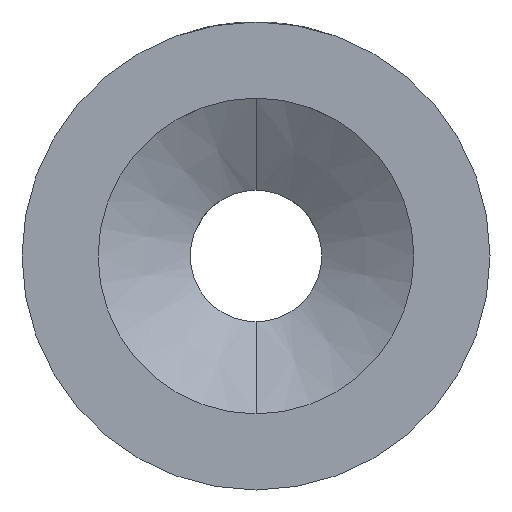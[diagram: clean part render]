
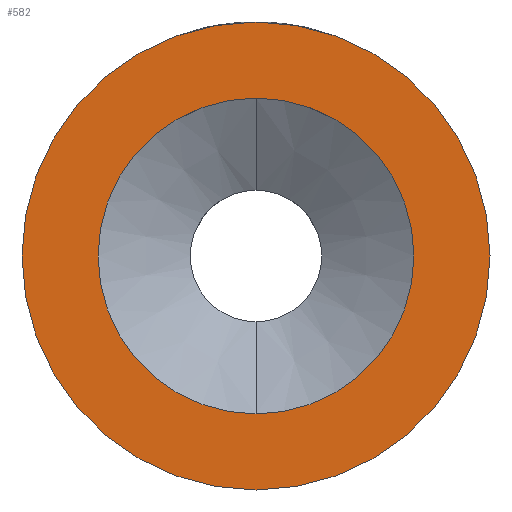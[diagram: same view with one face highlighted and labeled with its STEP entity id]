
A CAD part, front view. The second image highlights one B-rep face of the part: STEP entity #582.
In plain terms, the highlighted planar face has unit normal (0, -1, 0).
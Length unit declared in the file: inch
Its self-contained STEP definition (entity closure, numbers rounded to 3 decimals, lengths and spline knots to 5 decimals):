
#8 = EDGE_CURVE ( 'NONE', #692, #318, #544, .T. ) ;
#10 = DIRECTION ( 'NONE',  ( 0., 1., 0. ) ) ;
#12 = CARTESIAN_POINT ( 'NONE',  ( 0., 0., -0.35 ) ) ;
#33 = CIRCLE ( 'NONE', #137, 0.35 ) ;
#41 = DIRECTION ( 'NONE',  ( 0., 0., 1. ) ) ;
#44 = DIRECTION ( 'NONE',  ( 0., 0., 1. ) ) ;
#55 = EDGE_CURVE ( 'NONE', #318, #692, #353, .T. ) ;
#80 = CARTESIAN_POINT ( 'NONE',  ( 0., 0., 0.35 ) ) ;
#137 = AXIS2_PLACEMENT_3D ( 'NONE', #762, #408, #41 ) ;
#194 = EDGE_LOOP ( 'NONE', ( #450, #439 ) ) ;
#200 = CARTESIAN_POINT ( 'NONE',  ( 0., 0., 0.23622 ) ) ;
#202 = CARTESIAN_POINT ( 'NONE',  ( 0., 0., 0. ) ) ;
#257 = AXIS2_PLACEMENT_3D ( 'NONE', #766, #411, #44 ) ;
#258 = DIRECTION ( 'NONE',  ( 0., 0., -1. ) ) ;
#265 = EDGE_LOOP ( 'NONE', ( #640, #694 ) ) ;
#278 = CARTESIAN_POINT ( 'NONE',  ( 0., 0., -0.23622 ) ) ;
#282 = CARTESIAN_POINT ( 'NONE',  ( 0., 0., 0. ) ) ;
#305 = PLANE ( 'NONE',  #426 ) ;
#310 = FACE_OUTER_BOUND ( 'NONE', #265, .T. ) ;
#318 = VERTEX_POINT ( 'NONE', #278 ) ;
#353 = CIRCLE ( 'NONE', #570, 0.23622 ) ;
#408 = DIRECTION ( 'NONE',  ( 0., 1., 0. ) ) ;
#411 = DIRECTION ( 'NONE',  ( 0., 1., 0. ) ) ;
#426 = AXIS2_PLACEMENT_3D ( 'NONE', #619, #10, #437 ) ;
#428 = DIRECTION ( 'NONE',  ( 0., 0., -1. ) ) ;
#437 = DIRECTION ( 'NONE',  ( 0., 0., 1. ) ) ;
#439 = ORIENTED_EDGE ( 'NONE', *, *, #8, .F. ) ;
#445 = EDGE_CURVE ( 'NONE', #673, #669, #33, .T. ) ;
#450 = ORIENTED_EDGE ( 'NONE', *, *, #55, .F. ) ;
#476 = DIRECTION ( 'NONE',  ( 0., -1., 0. ) ) ;
#477 = AXIS2_PLACEMENT_3D ( 'NONE', #282, #476, #428 ) ;
#519 = EDGE_CURVE ( 'NONE', #669, #673, #522, .T. ) ;
#522 = CIRCLE ( 'NONE', #257, 0.35 ) ;
#544 = CIRCLE ( 'NONE', #477, 0.23622 ) ;
#570 = AXIS2_PLACEMENT_3D ( 'NONE', #202, #627, #258 ) ;
#582 = ADVANCED_FACE ( 'NONE', ( #655, #310 ), #305, .F. ) ;
#619 = CARTESIAN_POINT ( 'NONE',  ( 0., 0., 0. ) ) ;
#627 = DIRECTION ( 'NONE',  ( 0., -1., 0. ) ) ;
#640 = ORIENTED_EDGE ( 'NONE', *, *, #519, .F. ) ;
#655 = FACE_BOUND ( 'NONE', #194, .T. ) ;
#669 = VERTEX_POINT ( 'NONE', #12 ) ;
#673 = VERTEX_POINT ( 'NONE', #80 ) ;
#692 = VERTEX_POINT ( 'NONE', #200 ) ;
#694 = ORIENTED_EDGE ( 'NONE', *, *, #445, .F. ) ;
#762 = CARTESIAN_POINT ( 'NONE',  ( 0., 0., 0. ) ) ;
#766 = CARTESIAN_POINT ( 'NONE',  ( 0., 0., 0. ) ) ;
